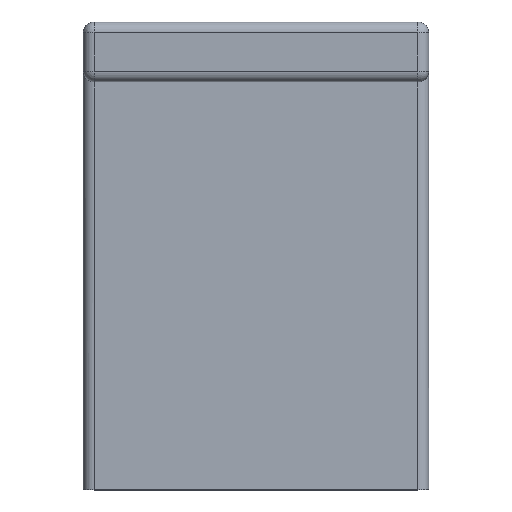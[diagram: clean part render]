
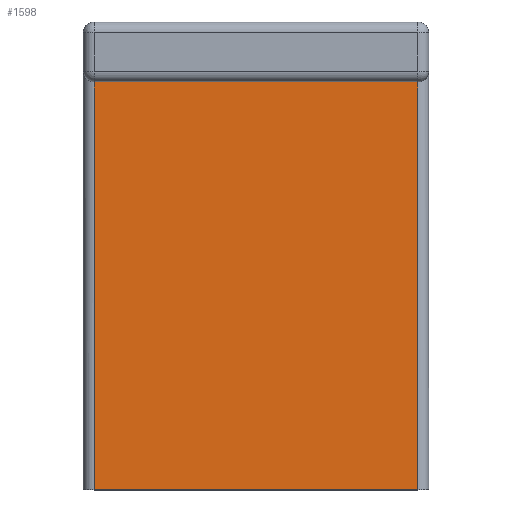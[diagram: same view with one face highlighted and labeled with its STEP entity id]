
A CAD part, top view. The second image highlights one B-rep face of the part: STEP entity #1598.
In plain terms, the highlighted planar face has unit normal (0, 0, 1).
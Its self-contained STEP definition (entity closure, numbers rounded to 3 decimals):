
#31=PLANE('',#1743);
#131=FACE_OUTER_BOUND('',#228,.T.);
#228=EDGE_LOOP('',(#1279,#1280,#1281,#1282));
#344=LINE('',#2447,#535);
#347=LINE('',#2456,#538);
#373=LINE('',#2508,#564);
#374=LINE('',#2509,#565);
#535=VECTOR('',#2009,10.);
#538=VECTOR('',#2018,10.);
#564=VECTOR('',#2048,10.);
#565=VECTOR('',#2049,10.);
#721=VERTEX_POINT('',#2311);
#726=VERTEX_POINT('',#2327);
#760=VERTEX_POINT('',#2445);
#763=VERTEX_POINT('',#2454);
#940=EDGE_CURVE('',#760,#721,#344,.T.);
#945=EDGE_CURVE('',#760,#763,#347,.T.);
#971=EDGE_CURVE('',#726,#763,#373,.T.);
#972=EDGE_CURVE('',#721,#726,#374,.T.);
#1279=ORIENTED_EDGE('',*,*,#940,.F.);
#1280=ORIENTED_EDGE('',*,*,#945,.T.);
#1281=ORIENTED_EDGE('',*,*,#971,.F.);
#1282=ORIENTED_EDGE('',*,*,#972,.F.);
#1598=ADVANCED_FACE('',(#131),#31,.T.);
#1743=AXIS2_PLACEMENT_3D('',#2507,#2046,#2047);
#2009=DIRECTION('',(0.,1.,0.));
#2018=DIRECTION('',(1.,0.,0.));
#2046=DIRECTION('center_axis',(0.,0.,1.));
#2047=DIRECTION('ref_axis',(1.,0.,0.));
#2048=DIRECTION('',(0.,-1.,0.));
#2049=DIRECTION('',(1.,0.,0.));
#2311=CARTESIAN_POINT('',(0.45,17.,3.05));
#2327=CARTESIAN_POINT('',(13.95,17.,3.05));
#2445=CARTESIAN_POINT('',(0.45,0.,3.05));
#2447=CARTESIAN_POINT('',(0.45,0.,3.05));
#2454=CARTESIAN_POINT('',(13.95,0.,3.05));
#2456=CARTESIAN_POINT('',(0.,0.,3.05));
#2507=CARTESIAN_POINT('Origin',(0.,0.,3.05));
#2508=CARTESIAN_POINT('',(13.95,0.,3.05));
#2509=CARTESIAN_POINT('',(0.,17.,3.05));
